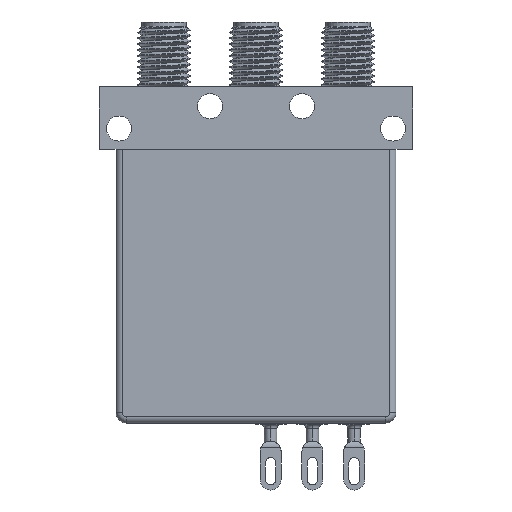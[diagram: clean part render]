
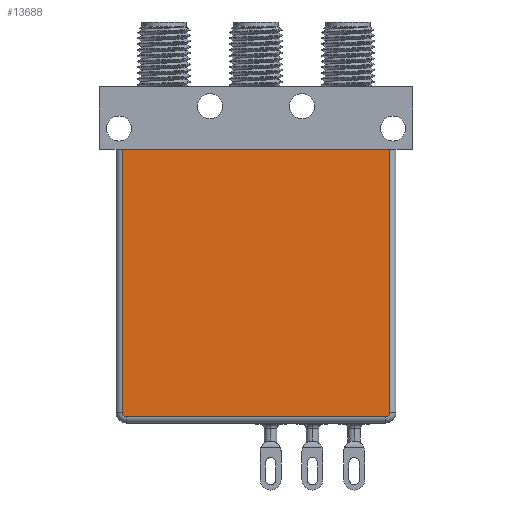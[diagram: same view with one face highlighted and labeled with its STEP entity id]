
A CAD part, front view. The second image highlights one B-rep face of the part: STEP entity #13688.
In plain terms, the highlighted planar face has unit normal (0, -1, 0).
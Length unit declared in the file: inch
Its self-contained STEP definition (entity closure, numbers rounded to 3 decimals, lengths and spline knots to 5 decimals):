
#1687 = EDGE_CURVE ( 'NONE', #49404, #11236, #68562, .T. ) ;
#4299 = LINE ( 'NONE', #39564, #19179 ) ;
#4315 = DIRECTION ( 'NONE',  ( 0., 0., 1. ) ) ;
#4663 = LINE ( 'NONE', #69381, #67544 ) ;
#5691 = CARTESIAN_POINT ( 'NONE',  ( -0.64, -0.26, 0.505 ) ) ;
#7792 = ORIENTED_EDGE ( 'NONE', *, *, #59292, .T. ) ;
#7967 = DIRECTION ( 'NONE',  ( 0., 0., -1. ) ) ;
#8987 = DIRECTION ( 'NONE',  ( 1., 0., 0. ) ) ;
#11236 = VERTEX_POINT ( 'NONE', #75540 ) ;
#12296 = PLANE ( 'NONE',  #70355 ) ;
#13429 = FACE_OUTER_BOUND ( 'NONE', #61880, .T. ) ;
#13688 = ADVANCED_FACE ( 'NONE', ( #13429 ), #12296, .T. ) ;
#15027 = ORIENTED_EDGE ( 'NONE', *, *, #1687, .T. ) ;
#15035 = VERTEX_POINT ( 'NONE', #46001 ) ;
#16238 = CIRCLE ( 'NONE', #77564, 0.02 ) ;
#17115 = VERTEX_POINT ( 'NONE', #62534 ) ;
#18264 = CARTESIAN_POINT ( 'NONE',  ( 0.62, -0.26, -0.755 ) ) ;
#19179 = VECTOR ( 'NONE', #21590, 39.37008 ) ;
#20937 = CARTESIAN_POINT ( 'NONE',  ( -0.62, -0.26, -0.775 ) ) ;
#21178 = CARTESIAN_POINT ( 'NONE',  ( -0.62, -0.26, -0.755 ) ) ;
#21590 = DIRECTION ( 'NONE',  ( 0., 0., -1. ) ) ;
#21611 = LINE ( 'NONE', #58002, #43357 ) ;
#21874 = EDGE_CURVE ( 'NONE', #11236, #17115, #49570, .T. ) ;
#24624 = VERTEX_POINT ( 'NONE', #64035 ) ;
#25180 = EDGE_CURVE ( 'NONE', #15035, #49404, #16238, .T. ) ;
#30397 = DIRECTION ( 'NONE',  ( 0., 0., -1. ) ) ;
#32452 = ORIENTED_EDGE ( 'NONE', *, *, #54106, .T. ) ;
#32490 = VERTEX_POINT ( 'NONE', #5691 ) ;
#33298 = DIRECTION ( 'NONE',  ( 0., 0., -1. ) ) ;
#39564 = CARTESIAN_POINT ( 'NONE',  ( -0.64, -0.26, -0.755 ) ) ;
#43357 = VECTOR ( 'NONE', #4315, 39.37008 ) ;
#46001 = CARTESIAN_POINT ( 'NONE',  ( -0.64, -0.26, -0.755 ) ) ;
#47615 = ORIENTED_EDGE ( 'NONE', *, *, #62174, .F. ) ;
#49404 = VERTEX_POINT ( 'NONE', #20937 ) ;
#49570 = CIRCLE ( 'NONE', #58361, 0.02 ) ;
#50918 = DIRECTION ( 'NONE',  ( 1., 0., 0. ) ) ;
#54106 = EDGE_CURVE ( 'NONE', #32490, #15035, #4299, .T. ) ;
#58002 = CARTESIAN_POINT ( 'NONE',  ( 0.64, -0.26, 0.505 ) ) ;
#58361 = AXIS2_PLACEMENT_3D ( 'NONE', #18264, #71971, #30397 ) ;
#59292 = EDGE_CURVE ( 'NONE', #17115, #24624, #21611, .T. ) ;
#61646 = CARTESIAN_POINT ( 'NONE',  ( 0., -0.26, 0. ) ) ;
#61880 = EDGE_LOOP ( 'NONE', ( #47615, #32452, #76928, #15027, #69201, #7792 ) ) ;
#62174 = EDGE_CURVE ( 'NONE', #32490, #24624, #4663, .T. ) ;
#62534 = CARTESIAN_POINT ( 'NONE',  ( 0.64, -0.26, -0.755 ) ) ;
#62669 = CARTESIAN_POINT ( 'NONE',  ( 0.62, -0.26, -0.775 ) ) ;
#64035 = CARTESIAN_POINT ( 'NONE',  ( 0.64, -0.26, 0.505 ) ) ;
#67143 = DIRECTION ( 'NONE',  ( 0., -1., 0. ) ) ;
#67544 = VECTOR ( 'NONE', #50918, 39.37008 ) ;
#68562 = LINE ( 'NONE', #62669, #72507 ) ;
#69201 = ORIENTED_EDGE ( 'NONE', *, *, #21874, .T. ) ;
#69381 = CARTESIAN_POINT ( 'NONE',  ( 0., -0.26, 0.505 ) ) ;
#70355 = AXIS2_PLACEMENT_3D ( 'NONE', #61646, #67143, #7967 ) ;
#71971 = DIRECTION ( 'NONE',  ( 0., -1., 0. ) ) ;
#72507 = VECTOR ( 'NONE', #8987, 39.37008 ) ;
#74466 = DIRECTION ( 'NONE',  ( 0., -1., 0. ) ) ;
#75540 = CARTESIAN_POINT ( 'NONE',  ( 0.62, -0.26, -0.775 ) ) ;
#76928 = ORIENTED_EDGE ( 'NONE', *, *, #25180, .T. ) ;
#77564 = AXIS2_PLACEMENT_3D ( 'NONE', #21178, #74466, #33298 ) ;
